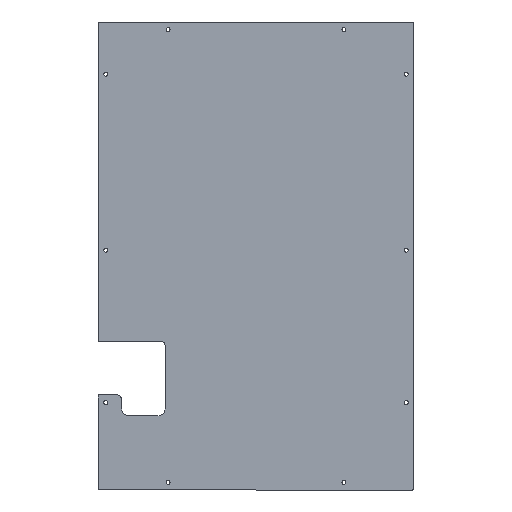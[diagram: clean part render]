
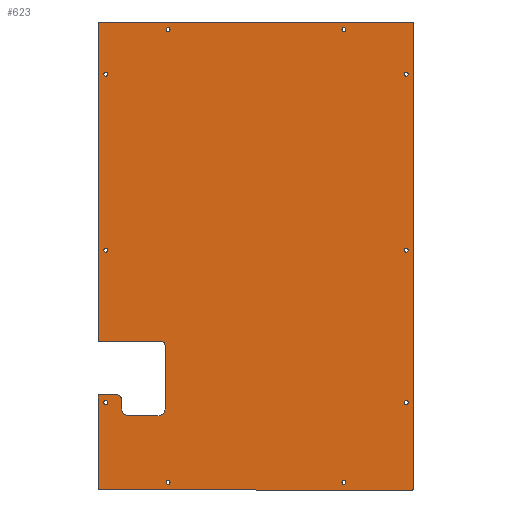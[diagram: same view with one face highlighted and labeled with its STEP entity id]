
A CAD part, front view. The second image highlights one B-rep face of the part: STEP entity #623.
In plain terms, the highlighted planar face has unit normal (0, -1, 0).
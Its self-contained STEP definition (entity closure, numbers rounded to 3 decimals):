
#15=FACE_BOUND('',#82,.T.);
#16=FACE_BOUND('',#83,.T.);
#17=FACE_BOUND('',#84,.T.);
#18=FACE_BOUND('',#85,.T.);
#19=FACE_BOUND('',#86,.T.);
#20=FACE_BOUND('',#87,.T.);
#21=FACE_BOUND('',#88,.T.);
#22=FACE_BOUND('',#89,.T.);
#23=FACE_BOUND('',#90,.T.);
#24=FACE_BOUND('',#91,.T.);
#36=PLANE('',#671);
#49=FACE_OUTER_BOUND('',#81,.T.);
#81=EDGE_LOOP('',(#429,#430,#431,#432,#433,#434,#435,#436,#437,#438,#439,
#440,#441,#442,#443,#444,#445,#446,#447,#448));
#82=EDGE_LOOP('',(#449));
#83=EDGE_LOOP('',(#450));
#84=EDGE_LOOP('',(#451));
#85=EDGE_LOOP('',(#452));
#86=EDGE_LOOP('',(#453));
#87=EDGE_LOOP('',(#454));
#88=EDGE_LOOP('',(#455));
#89=EDGE_LOOP('',(#456));
#90=EDGE_LOOP('',(#457));
#91=EDGE_LOOP('',(#458));
#133=LINE('',#947,#183);
#136=LINE('',#953,#186);
#137=LINE('',#957,#187);
#138=LINE('',#961,#188);
#139=LINE('',#965,#189);
#140=LINE('',#969,#190);
#141=LINE('',#973,#191);
#142=LINE('',#977,#192);
#143=LINE('',#981,#193);
#144=LINE('',#985,#194);
#183=VECTOR('',#751,10.);
#186=VECTOR('',#756,10.);
#187=VECTOR('',#759,10.);
#188=VECTOR('',#762,10.);
#189=VECTOR('',#765,10.);
#190=VECTOR('',#768,10.);
#191=VECTOR('',#771,10.);
#192=VECTOR('',#774,10.);
#193=VECTOR('',#777,10.);
#194=VECTOR('',#780,10.);
#232=CIRCLE('',#669,1.);
#233=CIRCLE('',#672,1.);
#234=CIRCLE('',#673,1.);
#235=CIRCLE('',#674,1.);
#236=CIRCLE('',#675,3.);
#237=CIRCLE('',#676,6.);
#238=CIRCLE('',#677,6.);
#239=CIRCLE('',#678,4.);
#240=CIRCLE('',#679,1.);
#241=CIRCLE('',#680,1.);
#242=CIRCLE('',#681,1.7);
#243=CIRCLE('',#682,1.7);
#244=CIRCLE('',#683,1.7);
#245=CIRCLE('',#684,1.7);
#246=CIRCLE('',#685,1.7);
#247=CIRCLE('',#686,1.7);
#248=CIRCLE('',#687,1.7);
#249=CIRCLE('',#688,1.7);
#250=CIRCLE('',#689,1.7);
#251=CIRCLE('',#690,1.7);
#273=VERTEX_POINT('',#940);
#274=VERTEX_POINT('',#942);
#275=VERTEX_POINT('',#946);
#277=VERTEX_POINT('',#952);
#278=VERTEX_POINT('',#954);
#279=VERTEX_POINT('',#956);
#280=VERTEX_POINT('',#958);
#281=VERTEX_POINT('',#960);
#282=VERTEX_POINT('',#962);
#283=VERTEX_POINT('',#964);
#284=VERTEX_POINT('',#966);
#285=VERTEX_POINT('',#968);
#286=VERTEX_POINT('',#970);
#287=VERTEX_POINT('',#972);
#288=VERTEX_POINT('',#974);
#289=VERTEX_POINT('',#976);
#290=VERTEX_POINT('',#978);
#291=VERTEX_POINT('',#980);
#292=VERTEX_POINT('',#982);
#293=VERTEX_POINT('',#984);
#294=VERTEX_POINT('',#987);
#295=VERTEX_POINT('',#989);
#296=VERTEX_POINT('',#991);
#297=VERTEX_POINT('',#993);
#298=VERTEX_POINT('',#995);
#299=VERTEX_POINT('',#997);
#300=VERTEX_POINT('',#999);
#301=VERTEX_POINT('',#1001);
#302=VERTEX_POINT('',#1003);
#303=VERTEX_POINT('',#1005);
#333=EDGE_CURVE('',#273,#274,#232,.T.);
#335=EDGE_CURVE('',#274,#275,#133,.T.);
#338=EDGE_CURVE('',#277,#273,#136,.T.);
#339=EDGE_CURVE('',#278,#277,#233,.T.);
#340=EDGE_CURVE('',#279,#278,#137,.T.);
#341=EDGE_CURVE('',#280,#279,#234,.T.);
#342=EDGE_CURVE('',#281,#280,#138,.T.);
#343=EDGE_CURVE('',#282,#281,#235,.T.);
#344=EDGE_CURVE('',#282,#283,#139,.T.);
#345=EDGE_CURVE('',#283,#284,#236,.T.);
#346=EDGE_CURVE('',#285,#284,#140,.T.);
#347=EDGE_CURVE('',#285,#286,#237,.T.);
#348=EDGE_CURVE('',#287,#286,#141,.T.);
#349=EDGE_CURVE('',#287,#288,#238,.T.);
#350=EDGE_CURVE('',#289,#288,#142,.T.);
#351=EDGE_CURVE('',#290,#289,#239,.T.);
#352=EDGE_CURVE('',#291,#290,#143,.T.);
#353=EDGE_CURVE('',#292,#291,#240,.T.);
#354=EDGE_CURVE('',#293,#292,#144,.T.);
#355=EDGE_CURVE('',#275,#293,#241,.T.);
#356=EDGE_CURVE('',#294,#294,#242,.T.);
#357=EDGE_CURVE('',#295,#295,#243,.T.);
#358=EDGE_CURVE('',#296,#296,#244,.T.);
#359=EDGE_CURVE('',#297,#297,#245,.T.);
#360=EDGE_CURVE('',#298,#298,#246,.T.);
#361=EDGE_CURVE('',#299,#299,#247,.T.);
#362=EDGE_CURVE('',#300,#300,#248,.T.);
#363=EDGE_CURVE('',#301,#301,#249,.T.);
#364=EDGE_CURVE('',#302,#302,#250,.T.);
#365=EDGE_CURVE('',#303,#303,#251,.T.);
#429=ORIENTED_EDGE('',*,*,#333,.F.);
#430=ORIENTED_EDGE('',*,*,#338,.F.);
#431=ORIENTED_EDGE('',*,*,#339,.F.);
#432=ORIENTED_EDGE('',*,*,#340,.F.);
#433=ORIENTED_EDGE('',*,*,#341,.F.);
#434=ORIENTED_EDGE('',*,*,#342,.F.);
#435=ORIENTED_EDGE('',*,*,#343,.F.);
#436=ORIENTED_EDGE('',*,*,#344,.T.);
#437=ORIENTED_EDGE('',*,*,#345,.T.);
#438=ORIENTED_EDGE('',*,*,#346,.F.);
#439=ORIENTED_EDGE('',*,*,#347,.T.);
#440=ORIENTED_EDGE('',*,*,#348,.F.);
#441=ORIENTED_EDGE('',*,*,#349,.T.);
#442=ORIENTED_EDGE('',*,*,#350,.F.);
#443=ORIENTED_EDGE('',*,*,#351,.F.);
#444=ORIENTED_EDGE('',*,*,#352,.F.);
#445=ORIENTED_EDGE('',*,*,#353,.F.);
#446=ORIENTED_EDGE('',*,*,#354,.F.);
#447=ORIENTED_EDGE('',*,*,#355,.F.);
#448=ORIENTED_EDGE('',*,*,#335,.F.);
#449=ORIENTED_EDGE('',*,*,#356,.F.);
#450=ORIENTED_EDGE('',*,*,#357,.F.);
#451=ORIENTED_EDGE('',*,*,#358,.F.);
#452=ORIENTED_EDGE('',*,*,#359,.F.);
#453=ORIENTED_EDGE('',*,*,#360,.F.);
#454=ORIENTED_EDGE('',*,*,#361,.F.);
#455=ORIENTED_EDGE('',*,*,#362,.F.);
#456=ORIENTED_EDGE('',*,*,#363,.F.);
#457=ORIENTED_EDGE('',*,*,#364,.F.);
#458=ORIENTED_EDGE('',*,*,#365,.F.);
#623=ADVANCED_FACE('',(#49,#15,#16,#17,#18,#19,#20,#21,#22,#23,#24),#36,
 .F.);
#669=AXIS2_PLACEMENT_3D('',#943,#746,#747);
#671=AXIS2_PLACEMENT_3D('',#951,#754,#755);
#672=AXIS2_PLACEMENT_3D('',#955,#757,#758);
#673=AXIS2_PLACEMENT_3D('',#959,#760,#761);
#674=AXIS2_PLACEMENT_3D('',#963,#763,#764);
#675=AXIS2_PLACEMENT_3D('',#967,#766,#767);
#676=AXIS2_PLACEMENT_3D('',#971,#769,#770);
#677=AXIS2_PLACEMENT_3D('',#975,#772,#773);
#678=AXIS2_PLACEMENT_3D('',#979,#775,#776);
#679=AXIS2_PLACEMENT_3D('',#983,#778,#779);
#680=AXIS2_PLACEMENT_3D('',#986,#781,#782);
#681=AXIS2_PLACEMENT_3D('',#988,#783,#784);
#682=AXIS2_PLACEMENT_3D('',#990,#785,#786);
#683=AXIS2_PLACEMENT_3D('',#992,#787,#788);
#684=AXIS2_PLACEMENT_3D('',#994,#789,#790);
#685=AXIS2_PLACEMENT_3D('',#996,#791,#792);
#686=AXIS2_PLACEMENT_3D('',#998,#793,#794);
#687=AXIS2_PLACEMENT_3D('',#1000,#795,#796);
#688=AXIS2_PLACEMENT_3D('',#1002,#797,#798);
#689=AXIS2_PLACEMENT_3D('',#1004,#799,#800);
#690=AXIS2_PLACEMENT_3D('',#1006,#801,#802);
#746=DIRECTION('center_axis',(0.,1.,0.));
#747=DIRECTION('ref_axis',(0.707,0.,-0.707));
#751=DIRECTION('',(-1.,0.,0.));
#754=DIRECTION('center_axis',(0.,1.,0.));
#755=DIRECTION('ref_axis',(1.,0.,0.));
#756=DIRECTION('',(0.,0.,-1.));
#757=DIRECTION('center_axis',(0.,1.,0.));
#758=DIRECTION('ref_axis',(0.707,0.,0.707));
#759=DIRECTION('',(1.,0.,0.));
#760=DIRECTION('center_axis',(0.,1.,0.));
#761=DIRECTION('ref_axis',(-0.707,0.,0.707));
#762=DIRECTION('',(0.,0.,1.));
#763=DIRECTION('center_axis',(0.,1.,0.));
#764=DIRECTION('ref_axis',(-0.707,0.,-0.707));
#765=DIRECTION('',(1.,0.,0.));
#766=DIRECTION('center_axis',(0.,1.,0.));
#767=DIRECTION('ref_axis',(0.,0.,1.));
#768=DIRECTION('',(0.,0.,1.));
#769=DIRECTION('center_axis',(0.,1.,0.));
#770=DIRECTION('ref_axis',(1.,0.,0.));
#771=DIRECTION('',(1.,0.,0.));
#772=DIRECTION('center_axis',(0.,1.,0.));
#773=DIRECTION('ref_axis',(0.,0.,-1.));
#774=DIRECTION('',(0.,0.,-1.));
#775=DIRECTION('center_axis',(0.,1.,0.));
#776=DIRECTION('ref_axis',(0.,0.,1.));
#777=DIRECTION('',(1.,0.,0.));
#778=DIRECTION('center_axis',(0.,1.,0.));
#779=DIRECTION('ref_axis',(-0.707,0.,0.707));
#780=DIRECTION('',(0.,0.,1.));
#781=DIRECTION('center_axis',(0.,1.,0.));
#782=DIRECTION('ref_axis',(-0.707,0.,-0.707));
#783=DIRECTION('center_axis',(0.,-1.,0.));
#784=DIRECTION('ref_axis',(1.,0.,0.));
#785=DIRECTION('center_axis',(0.,-1.,0.));
#786=DIRECTION('ref_axis',(1.,0.,0.));
#787=DIRECTION('center_axis',(0.,-1.,0.));
#788=DIRECTION('ref_axis',(1.,0.,0.));
#789=DIRECTION('center_axis',(0.,-1.,0.));
#790=DIRECTION('ref_axis',(1.,0.,0.));
#791=DIRECTION('center_axis',(0.,-1.,0.));
#792=DIRECTION('ref_axis',(1.,0.,0.));
#793=DIRECTION('center_axis',(0.,-1.,0.));
#794=DIRECTION('ref_axis',(1.,0.,0.));
#795=DIRECTION('center_axis',(0.,-1.,0.));
#796=DIRECTION('ref_axis',(1.,0.,0.));
#797=DIRECTION('center_axis',(0.,-1.,0.));
#798=DIRECTION('ref_axis',(1.,0.,0.));
#799=DIRECTION('center_axis',(0.,-1.,0.));
#800=DIRECTION('ref_axis',(1.,0.,0.));
#801=DIRECTION('center_axis',(0.,-1.,0.));
#802=DIRECTION('ref_axis',(1.,0.,0.));
#940=CARTESIAN_POINT('',(-0.5,0.,1.5));
#942=CARTESIAN_POINT('',(-1.5,0.,0.5));
#943=CARTESIAN_POINT('Origin',(-1.5,0.,1.5));
#946=CARTESIAN_POINT('',(-268.5,0.,0.5));
#947=CARTESIAN_POINT('',(-0.5,0.,0.5));
#951=CARTESIAN_POINT('Origin',(-135.,0.,200.));
#952=CARTESIAN_POINT('',(-0.5,0.,398.5));
#953=CARTESIAN_POINT('',(-0.5,0.,399.5));
#954=CARTESIAN_POINT('',(-1.5,0.,399.5));
#955=CARTESIAN_POINT('Origin',(-1.5,0.,398.5));
#956=CARTESIAN_POINT('',(-268.5,0.,399.5));
#957=CARTESIAN_POINT('',(-269.5,0.,399.5));
#958=CARTESIAN_POINT('',(-269.5,0.,398.5));
#959=CARTESIAN_POINT('Origin',(-268.5,0.,398.5));
#960=CARTESIAN_POINT('',(-269.5,0.,127.951));
#961=CARTESIAN_POINT('',(-269.5,0.,126.951));
#962=CARTESIAN_POINT('',(-268.5,0.,126.951));
#963=CARTESIAN_POINT('Origin',(-268.5,0.,127.951));
#964=CARTESIAN_POINT('',(-215.575,0.,126.951));
#965=CARTESIAN_POINT('',(-269.5,0.,126.951));
#966=CARTESIAN_POINT('',(-212.575,0.,123.951));
#967=CARTESIAN_POINT('Origin',(-215.575,0.,123.951));
#968=CARTESIAN_POINT('',(-212.575,0.,69.721));
#969=CARTESIAN_POINT('',(-212.575,0.,69.721));
#970=CARTESIAN_POINT('',(-218.575,0.,63.721));
#971=CARTESIAN_POINT('Origin',(-218.575,0.,69.721));
#972=CARTESIAN_POINT('',(-243.605,0.,63.721));
#973=CARTESIAN_POINT('',(-243.605,0.,63.721));
#974=CARTESIAN_POINT('',(-249.605,0.,69.721));
#975=CARTESIAN_POINT('Origin',(-243.605,0.,69.721));
#976=CARTESIAN_POINT('',(-249.605,0.,77.654));
#977=CARTESIAN_POINT('',(-249.605,0.,77.654));
#978=CARTESIAN_POINT('',(-253.605,0.,81.654));
#979=CARTESIAN_POINT('Origin',(-253.605,0.,77.654));
#980=CARTESIAN_POINT('',(-268.5,0.,81.654));
#981=CARTESIAN_POINT('',(-269.5,0.,81.654));
#982=CARTESIAN_POINT('',(-269.5,0.,80.654));
#983=CARTESIAN_POINT('Origin',(-268.5,0.,80.654));
#984=CARTESIAN_POINT('',(-269.5,0.,1.5));
#985=CARTESIAN_POINT('',(-269.5,0.,0.5));
#986=CARTESIAN_POINT('Origin',(-268.5,0.,1.5));
#987=CARTESIAN_POINT('',(-264.7,0.,75.));
#988=CARTESIAN_POINT('Origin',(-263.,0.,75.));
#989=CARTESIAN_POINT('',(-8.7,0.,205.));
#990=CARTESIAN_POINT('Origin',(-7.,0.,205.));
#991=CARTESIAN_POINT('',(-264.7,0.,355.));
#992=CARTESIAN_POINT('Origin',(-263.,0.,355.));
#993=CARTESIAN_POINT('',(-61.7,0.,393.));
#994=CARTESIAN_POINT('Origin',(-60.,0.,393.));
#995=CARTESIAN_POINT('',(-264.7,0.,205.));
#996=CARTESIAN_POINT('Origin',(-263.,0.,205.));
#997=CARTESIAN_POINT('',(-211.7,0.,393.));
#998=CARTESIAN_POINT('Origin',(-210.,0.,393.));
#999=CARTESIAN_POINT('',(-211.7,0.,7.));
#1000=CARTESIAN_POINT('Origin',(-210.,0.,7.));
#1001=CARTESIAN_POINT('',(-8.7,0.,75.));
#1002=CARTESIAN_POINT('Origin',(-7.,0.,75.));
#1003=CARTESIAN_POINT('',(-8.7,0.,355.));
#1004=CARTESIAN_POINT('Origin',(-7.,0.,355.));
#1005=CARTESIAN_POINT('',(-61.7,0.,7.));
#1006=CARTESIAN_POINT('Origin',(-60.,0.,7.));
